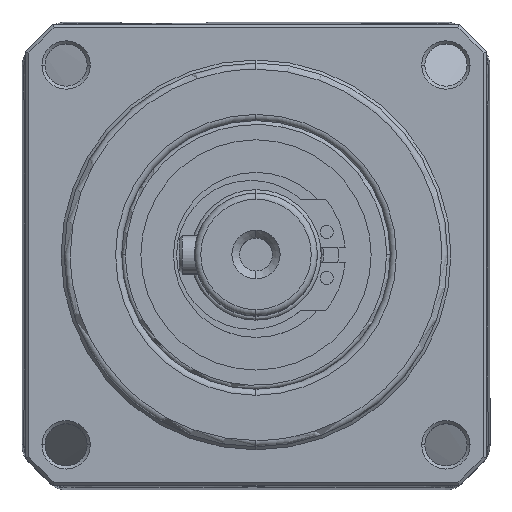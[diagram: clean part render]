
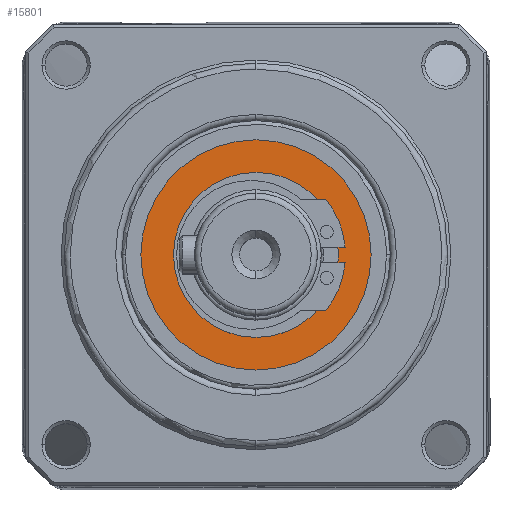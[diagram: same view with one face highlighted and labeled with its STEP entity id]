
A CAD part, top view. The second image highlights one B-rep face of the part: STEP entity #15801.
In plain terms, the highlighted planar face has unit normal (0, 0, 1).
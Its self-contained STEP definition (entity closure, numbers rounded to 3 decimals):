
#1122 = AXIS2_PLACEMENT_3D ( 'NONE', #10183, #10128, #10078 ) ;
#1258 = DIRECTION ( 'NONE',  ( 0., 0., 1. ) ) ;
#1932 = CARTESIAN_POINT ( 'NONE',  ( 0., 0., 9.5 ) ) ;
#2736 = EDGE_CURVE ( 'NONE', #28460, #15834, #16051, .T. ) ;
#3537 = EDGE_CURVE ( 'NONE', #11670, #19602, #4308, .T. ) ;
#4258 = DIRECTION ( 'NONE',  ( 1., 0., 0. ) ) ;
#4308 = CIRCLE ( 'NONE', #10192, 15. ) ;
#4756 = CARTESIAN_POINT ( 'NONE',  ( -15., 0., 9.5 ) ) ;
#5241 = EDGE_LOOP ( 'NONE', ( #6126, #24819 ) ) ;
#6126 = ORIENTED_EDGE ( 'NONE', *, *, #18610, .T. ) ;
#7018 = DIRECTION ( 'NONE',  ( 1., 0., 0. ) ) ;
#7043 = DIRECTION ( 'NONE',  ( 0., 0., 1. ) ) ;
#7118 = CARTESIAN_POINT ( 'NONE',  ( 0., 0., 9.5 ) ) ;
#8541 = CIRCLE ( 'NONE', #25442, 15. ) ;
#9236 = FACE_OUTER_BOUND ( 'NONE', #19982, .T. ) ;
#10078 = DIRECTION ( 'NONE',  ( 1., 0., 0. ) ) ;
#10128 = DIRECTION ( 'NONE',  ( 0., 0., 1. ) ) ;
#10164 = CARTESIAN_POINT ( 'NONE',  ( 10.75, 0., 9.5 ) ) ;
#10183 = CARTESIAN_POINT ( 'NONE',  ( 0., 0., 9.5 ) ) ;
#10192 = AXIS2_PLACEMENT_3D ( 'NONE', #7118, #7043, #7018 ) ;
#10232 = PLANE ( 'NONE',  #1122 ) ;
#11670 = VERTEX_POINT ( 'NONE', #4756 ) ;
#13643 = AXIS2_PLACEMENT_3D ( 'NONE', #1932, #18268, #4258 ) ;
#15258 = CARTESIAN_POINT ( 'NONE',  ( 0., 0., 9.5 ) ) ;
#15801 = ADVANCED_FACE ( 'NONE', ( #20956, #9236 ), #10232, .T. ) ;
#15834 = VERTEX_POINT ( 'NONE', #10164 ) ;
#16051 = CIRCLE ( 'NONE', #22893, 10.75 ) ;
#16856 = CARTESIAN_POINT ( 'NONE',  ( 15., 0., 9.5 ) ) ;
#17581 = DIRECTION ( 'NONE',  ( 1., 0., 0. ) ) ;
#18268 = DIRECTION ( 'NONE',  ( 0., 0., -1. ) ) ;
#18610 = EDGE_CURVE ( 'NONE', #15834, #28460, #19387, .T. ) ;
#19387 = CIRCLE ( 'NONE', #13643, 10.75 ) ;
#19602 = VERTEX_POINT ( 'NONE', #16856 ) ;
#19736 = DIRECTION ( 'NONE',  ( 1., 0., 0. ) ) ;
#19775 = DIRECTION ( 'NONE',  ( 0., 0., -1. ) ) ;
#19778 = CARTESIAN_POINT ( 'NONE',  ( 0., 0., 9.5 ) ) ;
#19982 = EDGE_LOOP ( 'NONE', ( #25998, #26994 ) ) ;
#20956 = FACE_BOUND ( 'NONE', #5241, .T. ) ;
#21383 = CARTESIAN_POINT ( 'NONE',  ( -10.75, 0., 9.5 ) ) ;
#22893 = AXIS2_PLACEMENT_3D ( 'NONE', #19778, #19775, #19736 ) ;
#24819 = ORIENTED_EDGE ( 'NONE', *, *, #2736, .T. ) ;
#25442 = AXIS2_PLACEMENT_3D ( 'NONE', #15258, #1258, #17581 ) ;
#25827 = EDGE_CURVE ( 'NONE', #19602, #11670, #8541, .T. ) ;
#25998 = ORIENTED_EDGE ( 'NONE', *, *, #25827, .T. ) ;
#26994 = ORIENTED_EDGE ( 'NONE', *, *, #3537, .T. ) ;
#28460 = VERTEX_POINT ( 'NONE', #21383 ) ;
